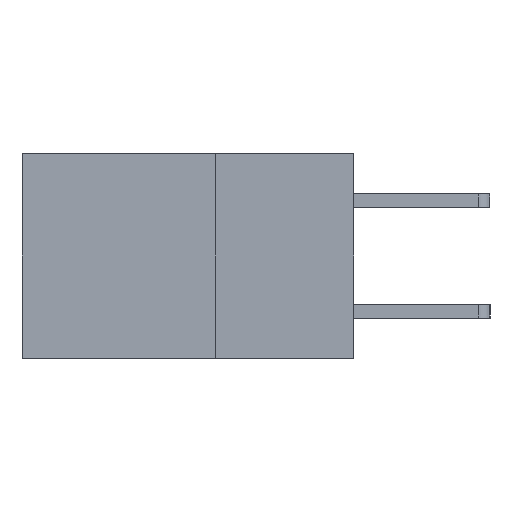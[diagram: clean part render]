
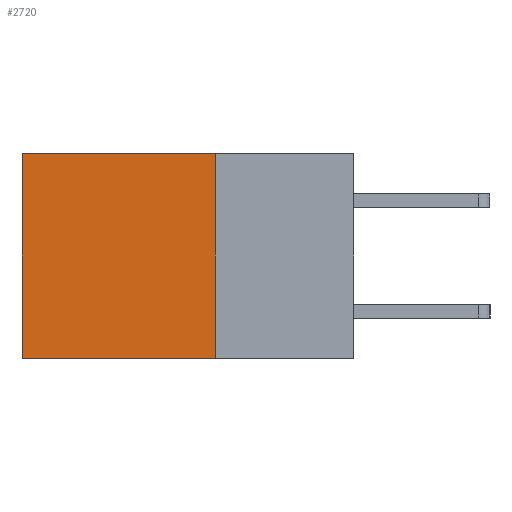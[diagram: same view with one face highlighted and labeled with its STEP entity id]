
A CAD part, left-side view. The second image highlights one B-rep face of the part: STEP entity #2720.
In plain terms, the highlighted planar face has unit normal (-1, 0, 0).
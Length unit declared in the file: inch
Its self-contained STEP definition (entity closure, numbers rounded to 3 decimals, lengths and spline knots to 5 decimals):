
#139 = DIRECTION ( 'NONE',  ( 1., 0., 0. ) ) ;
#472 = ORIENTED_EDGE ( 'NONE', *, *, #6952, .T. ) ;
#682 = EDGE_LOOP ( 'NONE', ( #10484, #9599, #7442, #472 ) ) ;
#1834 = EDGE_CURVE ( 'NONE', #6517, #2001, #9363, .T. ) ;
#2001 = VERTEX_POINT ( 'NONE', #3740 ) ;
#2007 = VECTOR ( 'NONE', #8797, 39.37008 ) ;
#2720 = ADVANCED_FACE ( 'NONE', ( #6825 ), #5132, .F. ) ;
#2746 = CARTESIAN_POINT ( 'NONE',  ( 0.2875, 0.25, 0. ) ) ;
#2989 = CARTESIAN_POINT ( 'NONE',  ( 0.2875, 0.6, -0.37 ) ) ;
#3358 = DIRECTION ( 'NONE',  ( 0., 1., 0. ) ) ;
#3740 = CARTESIAN_POINT ( 'NONE',  ( 0.2875, 0.25, -0.37 ) ) ;
#3779 = VECTOR ( 'NONE', #8562, 39.37008 ) ;
#4001 = EDGE_CURVE ( 'NONE', #10552, #9900, #8335, .T. ) ;
#5108 = CARTESIAN_POINT ( 'NONE',  ( 0.2875, 0.6, 0. ) ) ;
#5132 = PLANE ( 'NONE',  #5768 ) ;
#5268 = CARTESIAN_POINT ( 'NONE',  ( 0.2875, 0.25, 0. ) ) ;
#5768 = AXIS2_PLACEMENT_3D ( 'NONE', #2746, #139, #10036 ) ;
#6517 = VERTEX_POINT ( 'NONE', #6972 ) ;
#6676 = VECTOR ( 'NONE', #3358, 39.37008 ) ;
#6825 = FACE_OUTER_BOUND ( 'NONE', #682, .T. ) ;
#6828 = CARTESIAN_POINT ( 'NONE',  ( 0.2875, 0.6, 0. ) ) ;
#6851 = LINE ( 'NONE', #10127, #6676 ) ;
#6952 = EDGE_CURVE ( 'NONE', #6517, #10552, #6851, .T. ) ;
#6972 = CARTESIAN_POINT ( 'NONE',  ( 0.2875, 0.25, 0. ) ) ;
#6989 = VECTOR ( 'NONE', #10101, 39.37008 ) ;
#7442 = ORIENTED_EDGE ( 'NONE', *, *, #1834, .F. ) ;
#8082 = EDGE_CURVE ( 'NONE', #2001, #9900, #8746, .T. ) ;
#8335 = LINE ( 'NONE', #6828, #6989 ) ;
#8562 = DIRECTION ( 'NONE',  ( 0., 0., -1. ) ) ;
#8746 = LINE ( 'NONE', #8847, #2007 ) ;
#8797 = DIRECTION ( 'NONE',  ( 0., 1., 0. ) ) ;
#8847 = CARTESIAN_POINT ( 'NONE',  ( 0.2875, 0.25, -0.37 ) ) ;
#9363 = LINE ( 'NONE', #5268, #3779 ) ;
#9599 = ORIENTED_EDGE ( 'NONE', *, *, #8082, .F. ) ;
#9900 = VERTEX_POINT ( 'NONE', #2989 ) ;
#10036 = DIRECTION ( 'NONE',  ( 0., 0., -1. ) ) ;
#10101 = DIRECTION ( 'NONE',  ( 0., 0., -1. ) ) ;
#10127 = CARTESIAN_POINT ( 'NONE',  ( 0.2875, 0.25, 0. ) ) ;
#10484 = ORIENTED_EDGE ( 'NONE', *, *, #4001, .T. ) ;
#10552 = VERTEX_POINT ( 'NONE', #5108 ) ;
